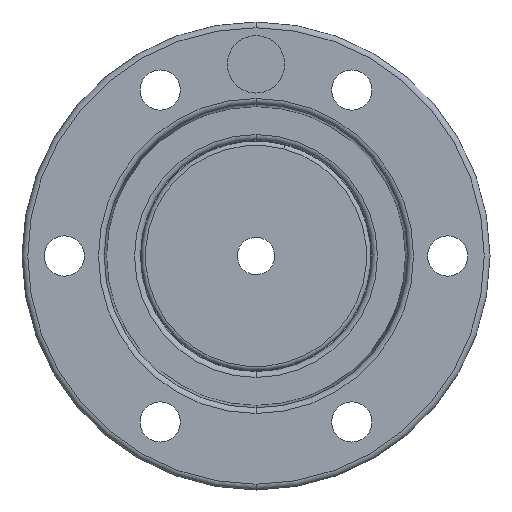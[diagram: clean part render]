
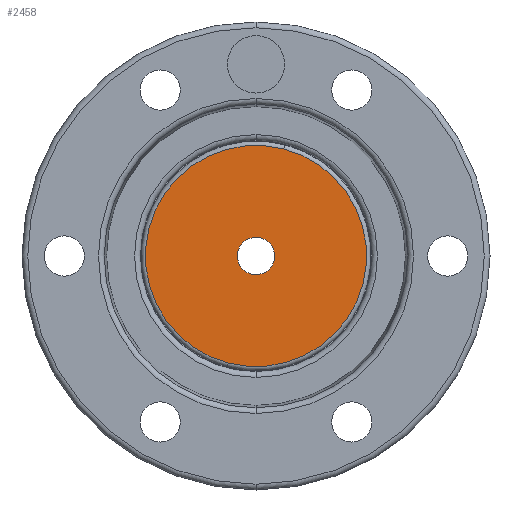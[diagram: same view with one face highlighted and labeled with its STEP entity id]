
A CAD part, front view. The second image highlights one B-rep face of the part: STEP entity #2458.
In plain terms, the highlighted planar face has unit normal (0, -1, 0).
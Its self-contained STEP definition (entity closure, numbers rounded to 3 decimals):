
#104 = ORIENTED_EDGE ( 'NONE', *, *, #1808, .T. ) ;
#334 = FACE_BOUND ( 'NONE', #4629, .T. ) ;
#473 = EDGE_CURVE ( 'NONE', #3575, #2759, #4803, .T. ) ;
#476 = AXIS2_PLACEMENT_3D ( 'NONE', #714, #1280, #1759 ) ;
#714 = CARTESIAN_POINT ( 'NONE',  ( 0., -25., 0. ) ) ;
#1092 = CIRCLE ( 'NONE', #2804, 6.5 ) ;
#1209 = VERTEX_POINT ( 'NONE', #2743 ) ;
#1280 = DIRECTION ( 'NONE',  ( 0., -1., 0. ) ) ;
#1630 = CARTESIAN_POINT ( 'NONE',  ( 0., -25., 0. ) ) ;
#1723 = CARTESIAN_POINT ( 'NONE',  ( -9.632, -25., -37.276 ) ) ;
#1759 = DIRECTION ( 'NONE',  ( -0.25, 0., -0.968 ) ) ;
#1808 = EDGE_CURVE ( 'NONE', #5403, #1209, #3010, .T. ) ;
#2133 = DIRECTION ( 'NONE',  ( -0.25, 0., -0.968 ) ) ;
#2458 = ADVANCED_FACE ( 'NONE', ( #5684, #334 ), #6412, .T. ) ;
#2514 = AXIS2_PLACEMENT_3D ( 'NONE', #1630, #5156, #2133 ) ;
#2531 = CARTESIAN_POINT ( 'NONE',  ( 0., -25., 0. ) ) ;
#2743 = CARTESIAN_POINT ( 'NONE',  ( 1.626, -25., 6.293 ) ) ;
#2759 = VERTEX_POINT ( 'NONE', #1723 ) ;
#2804 = AXIS2_PLACEMENT_3D ( 'NONE', #2531, #6057, #3027 ) ;
#2897 = CARTESIAN_POINT ( 'NONE',  ( -6.293, -25., 1.626 ) ) ;
#3010 = CIRCLE ( 'NONE', #3782, 6.5 ) ;
#3027 = DIRECTION ( 'NONE',  ( 0.25, 0., 0.968 ) ) ;
#3036 = AXIS2_PLACEMENT_3D ( 'NONE', #2897, #6433, #3418 ) ;
#3276 = CARTESIAN_POINT ( 'NONE',  ( -1.626, -25., -6.293 ) ) ;
#3343 = ORIENTED_EDGE ( 'NONE', *, *, #4296, .T. ) ;
#3418 = DIRECTION ( 'NONE',  ( -0.25, 0., -0.968 ) ) ;
#3451 = ORIENTED_EDGE ( 'NONE', *, *, #4507, .T. ) ;
#3575 = VERTEX_POINT ( 'NONE', #6127 ) ;
#3661 = EDGE_LOOP ( 'NONE', ( #3343, #3747 ) ) ;
#3698 = CARTESIAN_POINT ( 'NONE',  ( 0., -25., 0. ) ) ;
#3747 = ORIENTED_EDGE ( 'NONE', *, *, #473, .T. ) ;
#3757 = DIRECTION ( 'NONE',  ( 0., 1., 0. ) ) ;
#3779 = DIRECTION ( 'NONE',  ( 0.25, 0., 0.968 ) ) ;
#3782 = AXIS2_PLACEMENT_3D ( 'NONE', #3698, #3757, #3779 ) ;
#4296 = EDGE_CURVE ( 'NONE', #2759, #3575, #5281, .T. ) ;
#4507 = EDGE_CURVE ( 'NONE', #1209, #5403, #1092, .T. ) ;
#4629 = EDGE_LOOP ( 'NONE', ( #3451, #104 ) ) ;
#4803 = CIRCLE ( 'NONE', #476, 38.5 ) ;
#5156 = DIRECTION ( 'NONE',  ( 0., -1., 0. ) ) ;
#5281 = CIRCLE ( 'NONE', #2514, 38.5 ) ;
#5403 = VERTEX_POINT ( 'NONE', #3276 ) ;
#5684 = FACE_OUTER_BOUND ( 'NONE', #3661, .T. ) ;
#6057 = DIRECTION ( 'NONE',  ( 0., 1., 0. ) ) ;
#6127 = CARTESIAN_POINT ( 'NONE',  ( 9.632, -25., 37.276 ) ) ;
#6412 = PLANE ( 'NONE',  #3036 ) ;
#6433 = DIRECTION ( 'NONE',  ( 0., -1., 0. ) ) ;
